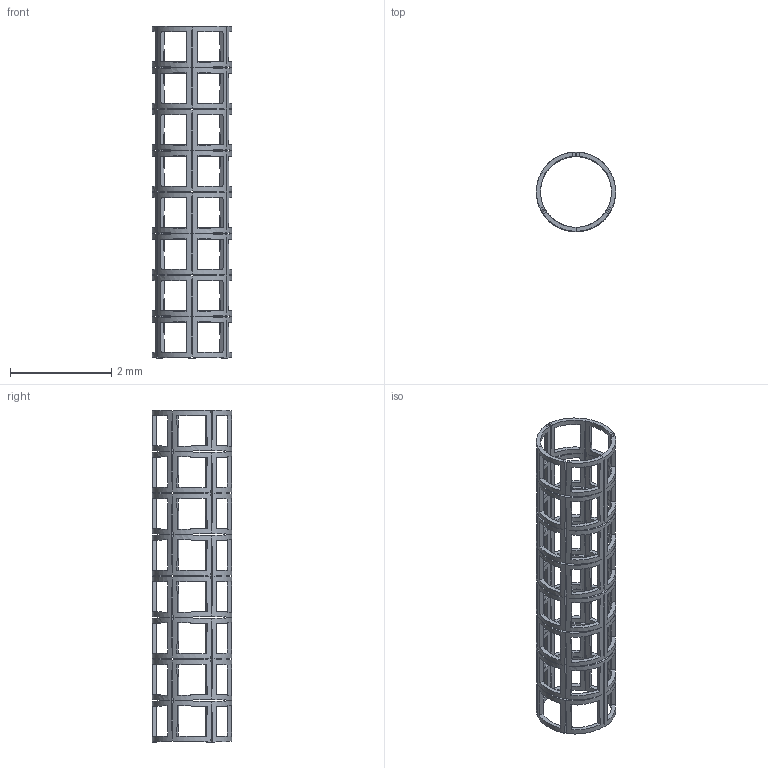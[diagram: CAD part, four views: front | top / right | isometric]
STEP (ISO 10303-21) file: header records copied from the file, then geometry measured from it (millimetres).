
FILE_DESCRIPTION((''),'2;1');
FILE_NAME('AUXETIC-STENT-4-UNITS','2016-05-11T',('prosthatic'),(''),'PRO/ENGINEER BY PARAMETRIC TECHNOLOGY CORPORATION, 2009440','PRO/ENGINEER BY PARAMETRIC TECHNOLOGY CORPORATION, 2009440','');
FILE_SCHEMA(('CONFIG_CONTROL_DESIGN'));
Length unit declared in the file: millimetre
Products named in the file (1): AUXETIC-STENT-4-UNITS
Bounding box: 1.56 x 1.56 x 6.55 mm (x, y, z)
Volume: 1 mm3; surface area: 45.7 mm2
Topology: 1 solids, 1 shells, 400 faces, 1220 edges, 792 vertices
Faces by surface type: bspline 384, plane 12, cylinder 4
Entity records: 23790 total; most frequent: CARTESIAN_POINT 14424, ORIENTED_EDGE 2440, EDGE_CURVE 1220, DIRECTION 892, VECTOR 812, LINE 812, VERTEX_POINT 792, EDGE_LOOP 552
